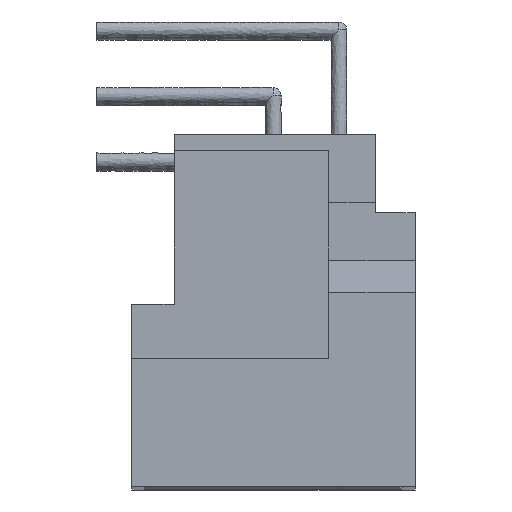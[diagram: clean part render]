
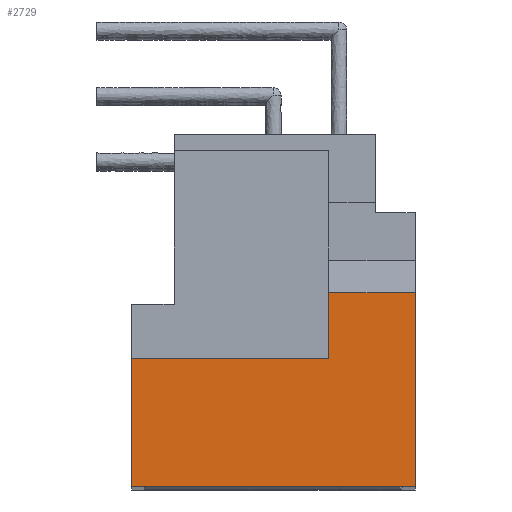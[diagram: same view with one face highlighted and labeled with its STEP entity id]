
A CAD part, top view. The second image highlights one B-rep face of the part: STEP entity #2729.
In plain terms, the highlighted free-form (B-spline) face has degree [1, 1] with [2, 2] control points.
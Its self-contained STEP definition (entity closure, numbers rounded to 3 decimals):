
#807=CARTESIAN_POINT('V76',(5.5,0.0,87.5)
   );
#808=VERTEX_POINT('V76',#807);
#814=CARTESIAN_POINT('V75',(-5.5,0.0,
   87.5));
#815=VERTEX_POINT('V75',#814);
#816=CARTESIAN_POINT('E95',(5.5,0.0,87.5)
   );
#817=CARTESIAN_POINT('E95',(-5.5,0.0,
   87.5));
#818=QUASI_UNIFORM_CURVE('E95',1,(#816,#817),.POLYLINE_FORM.,.F.,.U.
   );
#819=EDGE_CURVE('E95',#808,#815,#818,.T.);
#894=CARTESIAN_POINT('V77',(5.5,7.502,
   87.5));
#895=VERTEX_POINT('V77',#894);
#901=CARTESIAN_POINT('E96',(5.5,7.502,
   87.5));
#902=CARTESIAN_POINT('E96',(5.5,0.0,87.5)
   );
#903=B_SPLINE_CURVE_WITH_KNOTS('E96',1,(#901,#902),.POLYLINE_FORM.,
   .F.,.U.,(2,2),(0.292,1.0),.UNSPECIFIED.);
#904=EDGE_CURVE('E96',#895,#808,#903,.T.);
#2666=CARTESIAN_POINT('V74',(-5.5,4.95,
   87.5));
#2667=VERTEX_POINT('V74',#2666);
#2668=CARTESIAN_POINT('E94',(-5.5,0.0,
   87.5));
#2669=CARTESIAN_POINT('E94',(-5.5,4.95,
   87.5));
#2670=B_SPLINE_CURVE_WITH_KNOTS('E94',1,(#2668,#2669),
   .POLYLINE_FORM.,.F.,.U.,(2,2),(0.0,0.702),
   .UNSPECIFIED.);
#2671=EDGE_CURVE('E94',#815,#2667,#2670,.T.);
#2690=CARTESIAN_POINT('V73',(2.15,4.95,
   87.5));
#2691=VERTEX_POINT('V73',#2690);
#2692=CARTESIAN_POINT('E93',(2.15,4.95,
   87.5));
#2693=CARTESIAN_POINT('E93',(-5.5,4.95,
   87.5));
#2694=QUASI_UNIFORM_CURVE('E93',1,(#2692,#2693),.POLYLINE_FORM.,.F.,
   .U.);
#2695=EDGE_CURVE('E93',#2691,#2667,#2694,.T.);
#2706=CARTESIAN_POINT('F25',(-6.05,-0.55,
   87.5));
#2707=CARTESIAN_POINT('F25',(6.05,-0.55,
   87.5));
#2708=CARTESIAN_POINT('F25',(-6.05,11.55,
   87.5));
#2709=CARTESIAN_POINT('F25',(6.05,11.55,
   87.5));
#2710=QUASI_UNIFORM_SURFACE('F25',1,1,((#2706,#2708),(#2707,#2709))
,.PLANE_SURF.,.F.,.F.,.U.);
#2711=ORIENTED_EDGE('E93',*,*,#2695,.T.);
#2712=ORIENTED_EDGE('E94',*,*,#2671,.F.);
#2713=ORIENTED_EDGE('E95',*,*,#819,.F.);
#2714=ORIENTED_EDGE('E96',*,*,#904,.F.);
#2715=CARTESIAN_POINT('V78',(2.15,7.502,
   87.5));
#2716=VERTEX_POINT('V78',#2715);
#2717=CARTESIAN_POINT('E97',(5.5,7.502,
   87.5));
#2718=CARTESIAN_POINT('E97',(2.15,7.502,
   87.5));
#2719=B_SPLINE_CURVE_WITH_KNOTS('E97',1,(#2717,#2718),
   .POLYLINE_FORM.,.F.,.U.,(2,2),(0.0,1.349),
   .UNSPECIFIED.);
#2720=EDGE_CURVE('E97',#895,#2716,#2719,.T.);
#2721=ORIENTED_EDGE('E97',*,*,#2720,.T.);
#2722=CARTESIAN_POINT('E98',(2.15,7.502,
   87.5));
#2723=CARTESIAN_POINT('E98',(2.15,4.95,
   87.5));
#2724=QUASI_UNIFORM_CURVE('E98',1,(#2722,#2723),.POLYLINE_FORM.,.F.,
   .U.);
#2725=EDGE_CURVE('E98',#2716,#2691,#2724,.T.);
#2726=ORIENTED_EDGE('E98',*,*,#2725,.T.);
#2727=EDGE_LOOP('F25',(#2711,#2712,#2713,#2714,#2721,#2726));
#2728=FACE_OUTER_BOUND('F25',#2727,.T.);
#2729=ADVANCED_FACE('F25',(#2728),#2710,.T.);
